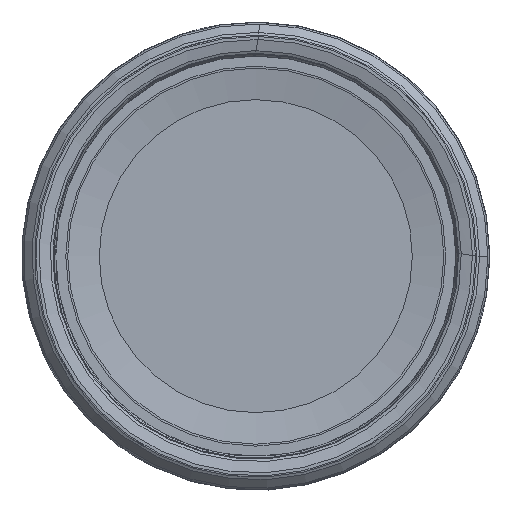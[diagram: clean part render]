
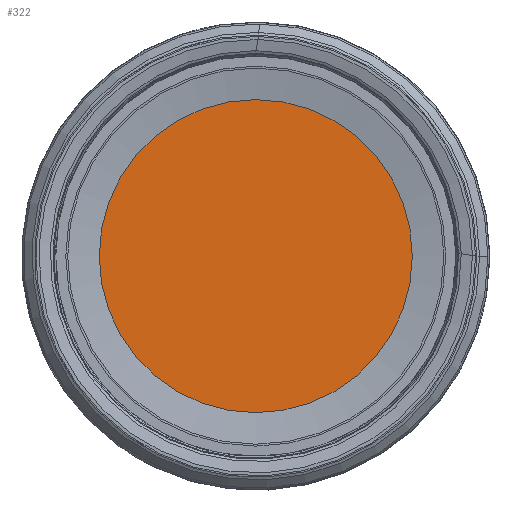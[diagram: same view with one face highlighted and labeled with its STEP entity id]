
A CAD part, left-side view. The second image highlights one B-rep face of the part: STEP entity #322.
In plain terms, the highlighted planar face has unit normal (-1, 0, 0).
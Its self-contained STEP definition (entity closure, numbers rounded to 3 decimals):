
#254=PLANE('',#1326);
#322=ADVANCED_FACE('',(#454),#254,.F.);
#454=FACE_OUTER_BOUND('',#526,.T.);
#526=EDGE_LOOP('',(#895));
#631=CIRCLE('',#1325,70.805);
#895=ORIENTED_EDGE('',*,*,#1127,.T.);
#988=VERTEX_POINT('',#2577);
#1127=EDGE_CURVE('',#988,#988,#631,.T.);
#1325=AXIS2_PLACEMENT_3D('',#2576,#1575,#1576);
#1326=AXIS2_PLACEMENT_3D('',#2578,#1577,#1578);
#1575=DIRECTION('',(-1.,0.,0.));
#1576=DIRECTION('',(0.,0.,1.));
#1577=DIRECTION('',(1.,0.,0.));
#1578=DIRECTION('',(0.,0.,-1.));
#2576=CARTESIAN_POINT('',(6.991,0.,0.));
#2577=CARTESIAN_POINT('',(6.991,0.,70.805));
#2578=CARTESIAN_POINT('',(6.991,70.805,0.));
